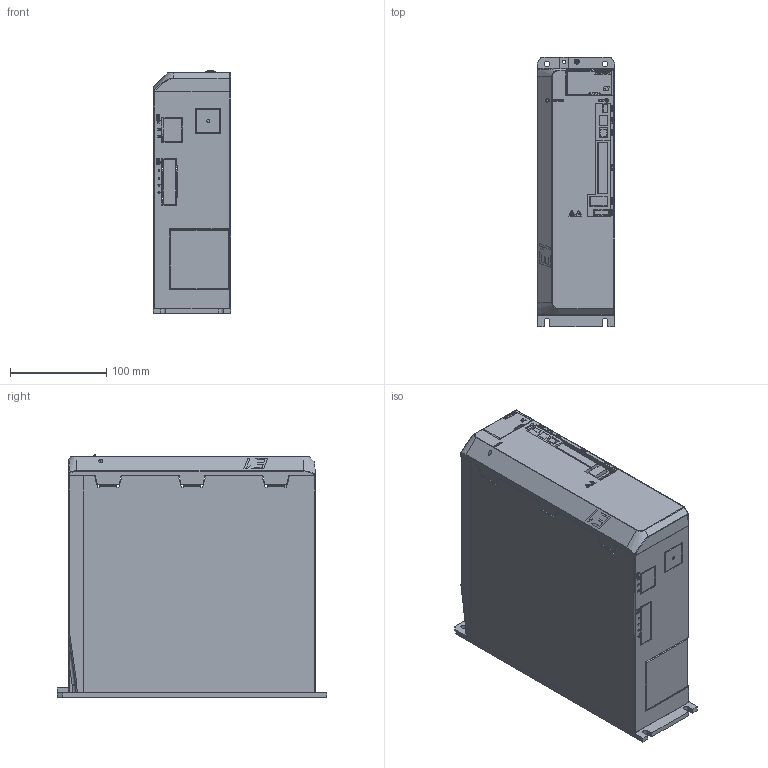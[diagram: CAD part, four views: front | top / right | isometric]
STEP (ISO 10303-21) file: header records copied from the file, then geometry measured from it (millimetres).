
FILE_DESCRIPTION (( 'STEP AP203' ), '1' );
FILE_NAME ('ED1S-XX-50XX-XX.STEP', '2021-12-14T05:29:42', ( 'user' ), ( 'Hewlett-Packard Company' ), 'SwSTEP 2.0', 'SolidWorks 2015', '' );
FILE_SCHEMA (( 'CONFIG_CONTROL_DESIGN' ));
Length unit declared in the file: millimetre
Products named in the file (6): E1 400V heat sink D-WEB; E1 400V housing front stardand D-1-WEB_print; E1 400V housing bottom 0.8 D-1-WEB_PRINT; E1 400V housing top 0.8 D-WEB_PRINT; ED1S-XX-50XX-XX; D3-400W housing display cover P-2_print
Assembly tree (5 placements, depth 2):
  ED1S-XX-50XX-XX
    D3-400W housing display cover P-2_print
    E1 400V heat sink D-WEB
    E1 400V housing front stardand D-1-WEB_print
    E1 400V housing bottom 0.8 D-1-WEB_PRINT
    E1 400V housing top 0.8 D-WEB_PRINT
Bounding box: 80 x 280 x 252.25 mm (x, y, z)
Volume: 690531.1 mm3; surface area: 557433 mm2
Topology: 15 solids, 15 shells, 1085 faces, 4112 edges, 3217 vertices
Faces by surface type: plane 838, cylinder 104, bspline 99, cone 24, torus 12, sphere 8
Entity records: 47323 total; most frequent: CARTESIAN_POINT 13354, ORIENTED_EDGE 8220, DIRECTION 5092, EDGE_CURVE 4110, VERTEX_POINT 3217, VECTOR 2674, LINE 2674, EDGE_LOOP 1305
